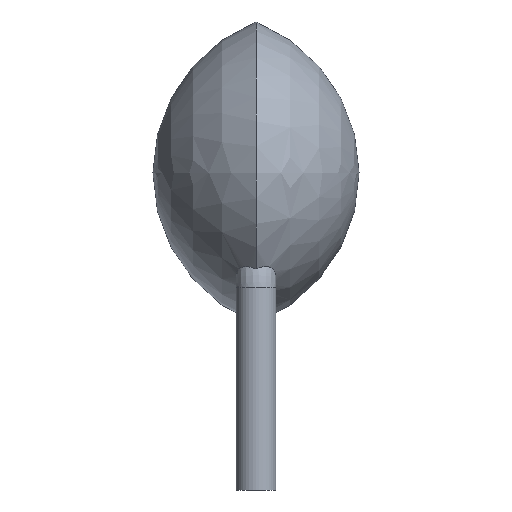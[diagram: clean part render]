
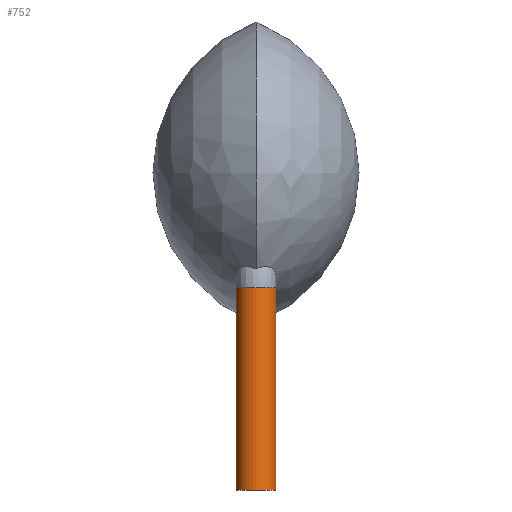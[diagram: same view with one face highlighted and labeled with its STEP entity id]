
A CAD part, left-side view. The second image highlights one B-rep face of the part: STEP entity #752.
In plain terms, the highlighted cylindrical face has radius 0.25 mm (diameter 0.5 mm), a full revolution.
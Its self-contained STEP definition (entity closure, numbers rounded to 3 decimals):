
#395 = VERTEX_POINT('',#396);
#396 = CARTESIAN_POINT('',(-1.09,-0.192,0.55));
#461 = EDGE_CURVE('',#395,#462,#464,.T.);
#462 = VERTEX_POINT('',#463);
#463 = CARTESIAN_POINT('',(-1.,0.,0.384));
#464 = B_SPLINE_CURVE_WITH_KNOTS('',7,(#465,#466,#467,#468,#469,#470,
#471,#472,#473,#474,#475,#476,#477,#478),.UNSPECIFIED.,.F.,.F.,(8,6,
8),(0.,0.547,1.),.UNSPECIFIED.);
#465 = CARTESIAN_POINT('',(-1.09,-0.192,0.55));
#466 = CARTESIAN_POINT('',(-1.079,-0.183,
0.537));
#467 = CARTESIAN_POINT('',(-1.07,-0.174,0.524
));
#468 = CARTESIAN_POINT('',(-1.06,-0.164,
0.51));
#469 = CARTESIAN_POINT('',(-1.051,-0.152,
0.497));
#470 = CARTESIAN_POINT('',(-1.042,-0.14,0.484
));
#471 = CARTESIAN_POINT('',(-1.034,-0.126,
0.47));
#472 = CARTESIAN_POINT('',(-1.02,-0.099,
0.446));
#473 = CARTESIAN_POINT('',(-1.014,-0.085,
0.435));
#474 = CARTESIAN_POINT('',(-1.009,-0.071,
0.424));
#475 = CARTESIAN_POINT('',(-1.005,-0.055,
0.414));
#476 = CARTESIAN_POINT('',(-1.002,-0.038,
0.403));
#477 = CARTESIAN_POINT('',(-1.,-0.02,0.393));
#478 = CARTESIAN_POINT('',(-1.,0.,0.384));
#584 = EDGE_CURVE('',#462,#585,#587,.T.);
#585 = VERTEX_POINT('',#586);
#586 = CARTESIAN_POINT('',(-1.09,0.192,0.55));
#587 = B_SPLINE_CURVE_WITH_KNOTS('',7,(#588,#589,#590,#591,#592,#593,
#594,#595,#596,#597,#598,#599,#600,#601),.UNSPECIFIED.,.F.,.F.,(8,6,
8),(0.,0.457,1.),.UNSPECIFIED.);
#588 = CARTESIAN_POINT('',(-1.,0.,0.384));
#589 = CARTESIAN_POINT('',(-1.,0.02,0.394));
#590 = CARTESIAN_POINT('',(-1.002,0.038,
0.404));
#591 = CARTESIAN_POINT('',(-1.005,0.056,
0.414));
#592 = CARTESIAN_POINT('',(-1.009,0.072,
0.425));
#593 = CARTESIAN_POINT('',(-1.015,0.086,
0.436));
#594 = CARTESIAN_POINT('',(-1.02,0.1,
0.447));
#595 = CARTESIAN_POINT('',(-1.034,0.127,0.471
));
#596 = CARTESIAN_POINT('',(-1.042,0.14,0.484
));
#597 = CARTESIAN_POINT('',(-1.051,0.153,0.498
));
#598 = CARTESIAN_POINT('',(-1.06,0.164,0.511
));
#599 = CARTESIAN_POINT('',(-1.07,0.174,0.524)
);
#600 = CARTESIAN_POINT('',(-1.08,0.183,0.537
));
#601 = CARTESIAN_POINT('',(-1.09,0.192,0.55));
#752 = ADVANCED_FACE('',(#753),#789,.T.);
#753 = FACE_BOUND('',#754,.F.);
#754 = EDGE_LOOP('',(#755,#764,#772,#779,#780,#781,#788));
#755 = ORIENTED_EDGE('',*,*,#756,.F.);
#756 = EDGE_CURVE('',#757,#757,#759,.T.);
#757 = VERTEX_POINT('',#758);
#758 = CARTESIAN_POINT('',(-1.25,-0.25,-2.));
#759 = CIRCLE('',#760,0.25);
#760 = AXIS2_PLACEMENT_3D('',#761,#762,#763);
#761 = CARTESIAN_POINT('',(-1.25,0.,-2.));
#762 = DIRECTION('',(-0.,0.,1.));
#763 = DIRECTION('',(0.,-1.,0.));
#764 = ORIENTED_EDGE('',*,*,#765,.T.);
#765 = EDGE_CURVE('',#757,#766,#768,.T.);
#766 = VERTEX_POINT('',#767);
#767 = CARTESIAN_POINT('',(-1.25,-0.25,0.55));
#768 = LINE('',#769,#770);
#769 = CARTESIAN_POINT('',(-1.25,-0.25,-2.));
#770 = VECTOR('',#771,1.);
#771 = DIRECTION('',(0.,0.,1.));
#772 = ORIENTED_EDGE('',*,*,#773,.T.);
#773 = EDGE_CURVE('',#766,#395,#774,.T.);
#774 = CIRCLE('',#775,0.25);
#775 = AXIS2_PLACEMENT_3D('',#776,#777,#778);
#776 = CARTESIAN_POINT('',(-1.25,0.,0.55));
#777 = DIRECTION('',(-0.,0.,1.));
#778 = DIRECTION('',(0.,-1.,0.));
#779 = ORIENTED_EDGE('',*,*,#461,.T.);
#780 = ORIENTED_EDGE('',*,*,#584,.T.);
#781 = ORIENTED_EDGE('',*,*,#782,.T.);
#782 = EDGE_CURVE('',#585,#766,#783,.T.);
#783 = CIRCLE('',#784,0.25);
#784 = AXIS2_PLACEMENT_3D('',#785,#786,#787);
#785 = CARTESIAN_POINT('',(-1.25,0.,0.55));
#786 = DIRECTION('',(-0.,0.,1.));
#787 = DIRECTION('',(0.,-1.,0.));
#788 = ORIENTED_EDGE('',*,*,#765,.F.);
#789 = CYLINDRICAL_SURFACE('',#790,0.25);
#790 = AXIS2_PLACEMENT_3D('',#791,#792,#793);
#791 = CARTESIAN_POINT('',(-1.25,0.,-2.));
#792 = DIRECTION('',(-0.,0.,-1.));
#793 = DIRECTION('',(0.,-1.,0.));
